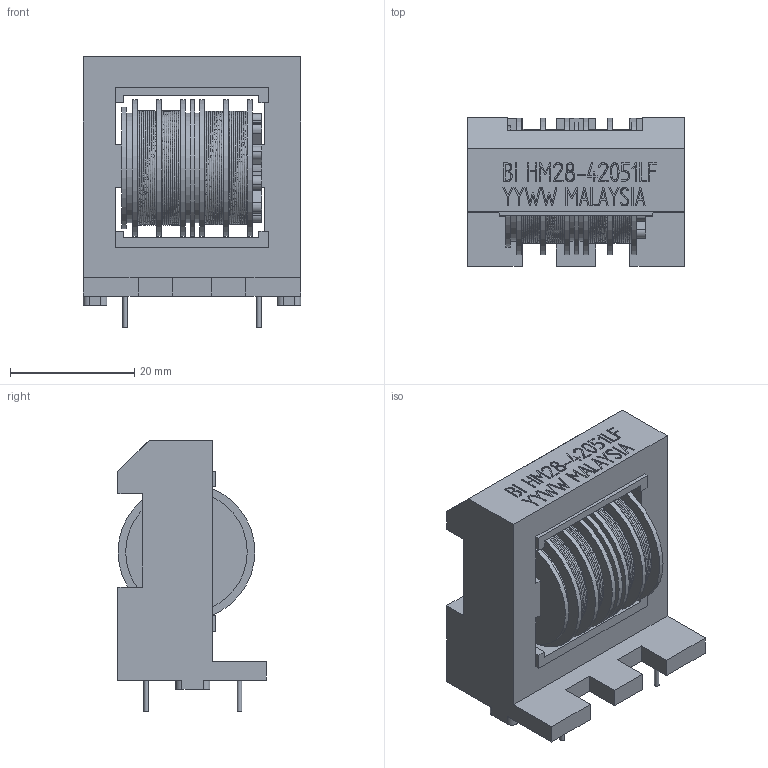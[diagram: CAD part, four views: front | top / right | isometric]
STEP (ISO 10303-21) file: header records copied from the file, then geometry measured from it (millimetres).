
FILE_DESCRIPTION(/* description */ ('Unknown'),/* implementation_level */ '2;1');
FILE_NAME(/* name */ 'HM28-42',/* time_stamp */ '2021-12-28T12:12:05+08:00',/* author */ ('Unknown'),/* organization */ ('Unknown'),/* preprocessor_version */ 'ST-DEVELOPER v16.7',/* originating_system */ 'Solid Edge',/* authorisation */ 'Unknown');
FILE_SCHEMA (('AUTOMOTIVE_DESIGN {1 0 10303 214 3 1 1}'));
Length unit declared in the file: millimetre
Products named in the file (1): HM28-42
Bounding box: 35 x 23.83 x 43.5 mm (x, y, z)
Volume: 17697.6 mm3; surface area: 12638.3 mm2
Topology: 2 solids, 2 shells, 444 faces, 1167 edges, 778 vertices
Faces by surface type: plane 356, cylinder 58, bspline 30
Full cylindrical faces by diameter (mm): 0.76 x4, 7.267 x1, 17.6 x7, 19.553 x1, 22 x7
Entity records: 21628 total; most frequent: CARTESIAN_POINT 7696, ORIENTED_EDGE 2272, DIRECTION 2023, EDGE_CURVE 1136, LINE 959, VECTOR 959, VERTEX_POINT 775, EDGE_LOOP 537
